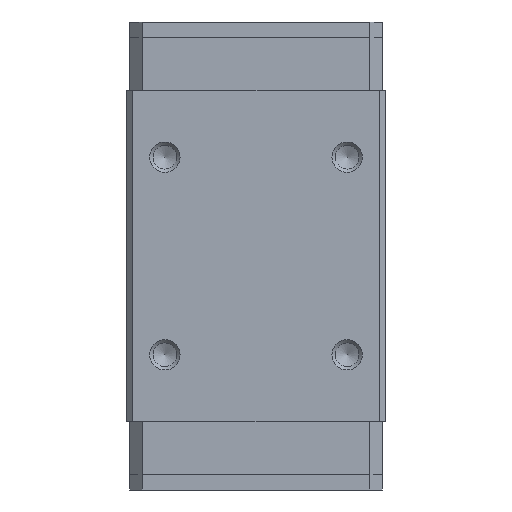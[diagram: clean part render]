
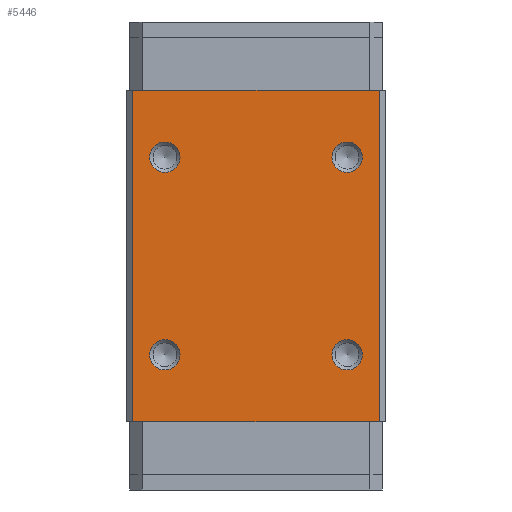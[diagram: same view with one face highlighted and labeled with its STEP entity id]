
A CAD part, front view. The second image highlights one B-rep face of the part: STEP entity #5446.
In plain terms, the highlighted planar face has unit normal (0, -1, 0).
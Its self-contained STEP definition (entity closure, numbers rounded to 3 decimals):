
#39=FACE_BOUND('',#836,.T.);
#40=FACE_BOUND('',#837,.T.);
#41=FACE_BOUND('',#838,.T.);
#42=FACE_BOUND('',#839,.T.);
#236=PLANE('',#5996);
#527=FACE_OUTER_BOUND('',#835,.T.);
#835=EDGE_LOOP('',(#4971,#4972,#4973,#4974));
#836=EDGE_LOOP('',(#4975));
#837=EDGE_LOOP('',(#4976));
#838=EDGE_LOOP('',(#4977));
#839=EDGE_LOOP('',(#4978));
#1362=LINE('',#9156,#1900);
#1364=LINE('',#9160,#1902);
#1367=LINE('',#9165,#1905);
#1368=LINE('',#9167,#1906);
#1900=VECTOR('',#7531,1.);
#1902=VECTOR('',#7535,1.);
#1905=VECTOR('',#7540,1.);
#1906=VECTOR('',#7543,1.);
#2167=CIRCLE('',#5991,1.);
#2168=CIRCLE('',#5993,1.);
#2169=CIRCLE('',#5995,1.);
#2170=CIRCLE('',#5997,1.);
#2674=VERTEX_POINT('',#9153);
#2675=VERTEX_POINT('',#9155);
#2676=VERTEX_POINT('',#9159);
#2677=VERTEX_POINT('',#9163);
#2678=VERTEX_POINT('',#9169);
#2679=VERTEX_POINT('',#9173);
#2680=VERTEX_POINT('',#9177);
#2681=VERTEX_POINT('',#9181);
#3439=EDGE_CURVE('',#2675,#2674,#1362,.T.);
#3441=EDGE_CURVE('',#2675,#2676,#1364,.T.);
#3444=EDGE_CURVE('',#2676,#2677,#1367,.T.);
#3445=EDGE_CURVE('',#2674,#2677,#1368,.T.);
#3447=EDGE_CURVE('',#2678,#2678,#2167,.T.);
#3449=EDGE_CURVE('',#2679,#2679,#2168,.T.);
#3451=EDGE_CURVE('',#2680,#2680,#2169,.T.);
#3452=EDGE_CURVE('',#2681,#2681,#2170,.T.);
#4971=ORIENTED_EDGE('',*,*,#3445,.T.);
#4972=ORIENTED_EDGE('',*,*,#3444,.F.);
#4973=ORIENTED_EDGE('',*,*,#3441,.F.);
#4974=ORIENTED_EDGE('',*,*,#3439,.T.);
#4975=ORIENTED_EDGE('',*,*,#3451,.T.);
#4976=ORIENTED_EDGE('',*,*,#3449,.T.);
#4977=ORIENTED_EDGE('',*,*,#3447,.T.);
#4978=ORIENTED_EDGE('',*,*,#3452,.T.);
#5446=ADVANCED_FACE('',(#527,#39,#40,#41,#42),#236,.T.);
#5991=AXIS2_PLACEMENT_3D('',#9171,#7547,#7548);
#5993=AXIS2_PLACEMENT_3D('',#9175,#7552,#7553);
#5995=AXIS2_PLACEMENT_3D('',#9179,#7557,#7558);
#5996=AXIS2_PLACEMENT_3D('',#9180,#7559,#7560);
#5997=AXIS2_PLACEMENT_3D('',#9182,#7561,#7562);
#7531=DIRECTION('',(0.,0.,1.));
#7535=DIRECTION('',(-1.,0.,0.));
#7540=DIRECTION('',(0.,0.,1.));
#7543=DIRECTION('',(-1.,0.,0.));
#7547=DIRECTION('center_axis',(0.,1.,0.));
#7548=DIRECTION('ref_axis',(0.,0.,
1.));
#7552=DIRECTION('center_axis',(0.,1.,0.));
#7553=DIRECTION('ref_axis',(0.,0.,
1.));
#7557=DIRECTION('center_axis',(0.,1.,0.));
#7558=DIRECTION('ref_axis',(0.,0.,
1.));
#7559=DIRECTION('center_axis',(0.,-1.,0.));
#7560=DIRECTION('ref_axis',(0.,0.,
1.));
#7561=DIRECTION('center_axis',(0.,1.,0.));
#7562=DIRECTION('ref_axis',(0.,0.,
1.));
#9153=CARTESIAN_POINT('',(8.1,-3.35,26.3));
#9155=CARTESIAN_POINT('',(8.1,-3.35,4.5));
#9156=CARTESIAN_POINT('',(8.1,-3.35,4.5));
#9159=CARTESIAN_POINT('',(-8.1,-3.35,4.5));
#9160=CARTESIAN_POINT('',(8.1,-3.35,4.5));
#9163=CARTESIAN_POINT('',(-8.1,-3.35,26.3));
#9165=CARTESIAN_POINT('',(-8.1,-3.35,4.5));
#9167=CARTESIAN_POINT('',(8.1,-3.35,26.3));
#9169=CARTESIAN_POINT('',(-6.,-3.35,9.9));
#9171=CARTESIAN_POINT('Origin',(-6.,-3.35,8.9));
#9173=CARTESIAN_POINT('',(6.,-3.35,22.9));
#9175=CARTESIAN_POINT('Origin',(6.,-3.35,21.9));
#9177=CARTESIAN_POINT('',(-6.,-3.35,22.9));
#9179=CARTESIAN_POINT('Origin',(-6.,-3.35,21.9));
#9180=CARTESIAN_POINT('Origin',(8.1,-3.35,4.5));
#9181=CARTESIAN_POINT('',(6.,-3.35,9.9));
#9182=CARTESIAN_POINT('Origin',(6.,-3.35,8.9));
